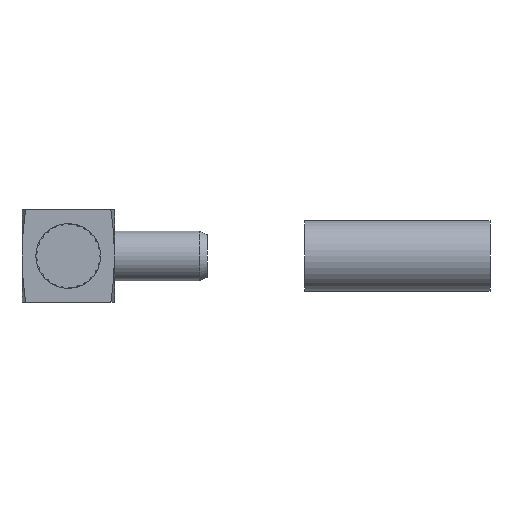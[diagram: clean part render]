
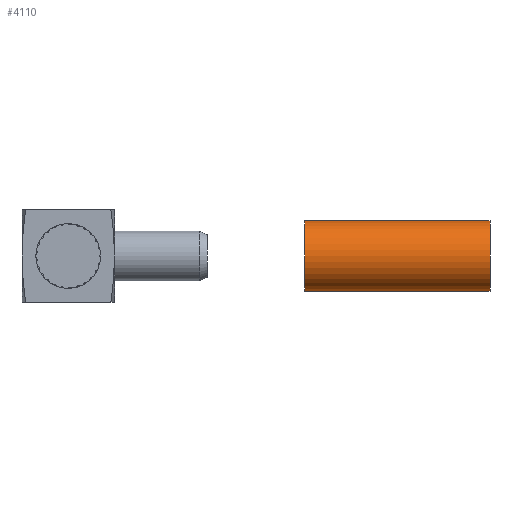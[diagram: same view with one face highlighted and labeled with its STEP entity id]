
A CAD part, left-side view. The second image highlights one B-rep face of the part: STEP entity #4110.
In plain terms, the highlighted cylindrical face has radius 1.9 mm (diameter 3.8 mm), a partial arc.
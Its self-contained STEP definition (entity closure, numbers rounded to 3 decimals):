
#116 = VECTOR ( 'NONE', #1747, 1000. ) ;
#173 = ORIENTED_EDGE ( 'NONE', *, *, #1760, .T. ) ;
#457 = CARTESIAN_POINT ( 'NONE',  ( 10., 0., 0. ) ) ;
#492 = DIRECTION ( 'NONE',  ( 0., 0., 1. ) ) ;
#703 = VECTOR ( 'NONE', #3550, 1000. ) ;
#798 = CARTESIAN_POINT ( 'NONE',  ( 10., 0., 1.9 ) ) ;
#1086 = VERTEX_POINT ( 'NONE', #3367 ) ;
#1101 = CARTESIAN_POINT ( 'NONE',  ( 0., 0., 0. ) ) ;
#1356 = AXIS2_PLACEMENT_3D ( 'NONE', #5317, #5802, #2405 ) ;
#1625 = CARTESIAN_POINT ( 'NONE',  ( 0., 0., 1.9 ) ) ;
#1747 = DIRECTION ( 'NONE',  ( -1., 0., 0. ) ) ;
#1760 = EDGE_CURVE ( 'NONE', #1086, #5753, #2341, .T. ) ;
#1824 = VERTEX_POINT ( 'NONE', #2192 ) ;
#1845 = AXIS2_PLACEMENT_3D ( 'NONE', #1101, #3455, #2537 ) ;
#2192 = CARTESIAN_POINT ( 'NONE',  ( 10., 0., -1.9 ) ) ;
#2231 = AXIS2_PLACEMENT_3D ( 'NONE', #457, #5364, #492 ) ;
#2341 = CIRCLE ( 'NONE', #1845, 1.9 ) ;
#2405 = DIRECTION ( 'NONE',  ( 0., 0., -1. ) ) ;
#2527 = ORIENTED_EDGE ( 'NONE', *, *, #3175, .T. ) ;
#2537 = DIRECTION ( 'NONE',  ( 0., 0., -1. ) ) ;
#2726 = EDGE_CURVE ( 'NONE', #5866, #5753, #3767, .T. ) ;
#2828 = CIRCLE ( 'NONE', #1356, 1.9 ) ;
#2931 = EDGE_CURVE ( 'NONE', #1824, #5866, #2828, .T. ) ;
#3175 = EDGE_CURVE ( 'NONE', #1824, #1086, #3366, .T. ) ;
#3195 = ORIENTED_EDGE ( 'NONE', *, *, #2931, .F. ) ;
#3199 = CYLINDRICAL_SURFACE ( 'NONE', #2231, 1.9 ) ;
#3366 = LINE ( 'NONE', #4026, #703 ) ;
#3367 = CARTESIAN_POINT ( 'NONE',  ( 0., 0., -1.9 ) ) ;
#3455 = DIRECTION ( 'NONE',  ( 1., 0., 0. ) ) ;
#3550 = DIRECTION ( 'NONE',  ( -1., 0., 0. ) ) ;
#3767 = LINE ( 'NONE', #798, #116 ) ;
#4026 = CARTESIAN_POINT ( 'NONE',  ( 10., 0., -1.9 ) ) ;
#4110 = ADVANCED_FACE ( 'NONE', ( #5863 ), #3199, .T. ) ;
#4135 = CARTESIAN_POINT ( 'NONE',  ( 10., 0., 1.9 ) ) ;
#4160 = EDGE_LOOP ( 'NONE', ( #3195, #2527, #173, #6004 ) ) ;
#5317 = CARTESIAN_POINT ( 'NONE',  ( 10., 0., 0. ) ) ;
#5364 = DIRECTION ( 'NONE',  ( -1., 0., 0. ) ) ;
#5753 = VERTEX_POINT ( 'NONE', #1625 ) ;
#5802 = DIRECTION ( 'NONE',  ( 1., 0., 0. ) ) ;
#5863 = FACE_OUTER_BOUND ( 'NONE', #4160, .T. ) ;
#5866 = VERTEX_POINT ( 'NONE', #4135 ) ;
#6004 = ORIENTED_EDGE ( 'NONE', *, *, #2726, .F. ) ;
